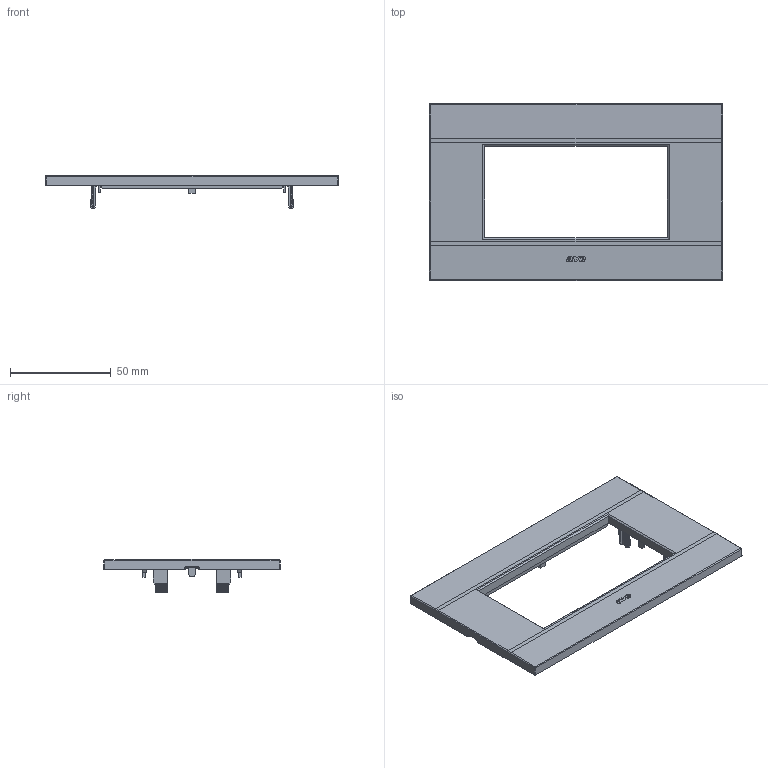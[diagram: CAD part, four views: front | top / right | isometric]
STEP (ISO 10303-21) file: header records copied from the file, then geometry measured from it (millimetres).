
FILE_DESCRIPTION(('CATIA V5 STEP Exchange'),'2;1');
FILE_NAME('44PSME4ALS.stp','2025-02-18T11:25:31+00:00',('none'),('none'),'CATIA Version 5-6 Release 2016 SP6','CATIA V5 STEP AP203','none');
FILE_SCHEMA(('CONFIG_CONTROL_DESIGN'));
Products named in the file (1): DR8226@
Bounding box: 145.5 x 88 x 16.6 mm (x, y, z)
Volume: 19385.2 mm3; surface area: 24539.7 mm2
Topology: 1 solids, 1 shells, 1647 faces, 4520 edges, 2900 vertices
Faces by surface type: plane 1230, cylinder 299, sphere 52, extrusion 38, bspline 28
Entity records: 51384 total; most frequent: CARTESIAN_POINT 13861, ORIENTED_EDGE 8936, DIRECTION 5750, EDGE_CURVE 4468, VECTOR 3043, LINE 3005, VERTEX_POINT 2900, EDGE_LOOP 1726
